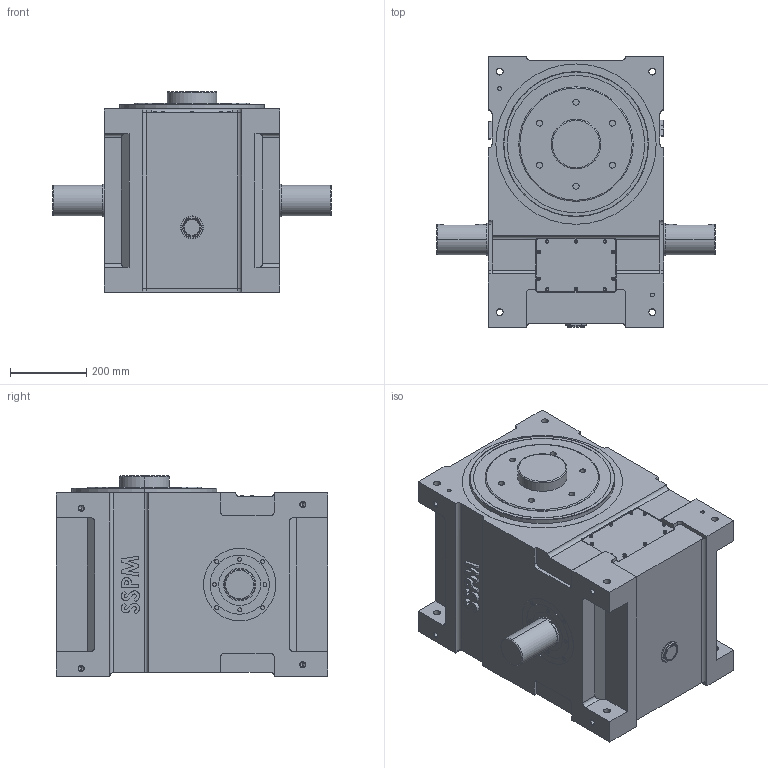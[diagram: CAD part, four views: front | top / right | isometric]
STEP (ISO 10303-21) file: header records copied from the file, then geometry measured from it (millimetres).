
FILE_DESCRIPTION (( 'STEP AP203' ), '1' );
FILE_NAME ('DF250¼Ð·Ç.STEP', '2025-05-23T02:54:36', ( '' ), ( '' ), 'SwSTEP 2.0', 'SolidWorks 2018', '' );
FILE_SCHEMA (( 'CONFIG_CONTROL_DESIGN' ));
Length unit declared in the file: millimetre
Products named in the file (1): DF250標準
Bounding box: 730 x 710 x 525 mm (x, y, z)
Volume: 144250006.8 mm3; surface area: 2080459.5 mm2
Topology: 1 solids, 1 shells, 730 faces, 1774 edges, 1154 vertices
Faces by surface type: plane 385, cylinder 240, bspline 55, cone 32, torus 18
Entity records: 24573 total; most frequent: CARTESIAN_POINT 7312, ORIENTED_EDGE 3516, DIRECTION 3498, EDGE_CURVE 1758, AXIS2_PLACEMENT_3D 1192, VERTEX_POINT 1154, VECTOR 1114, LINE 1114
